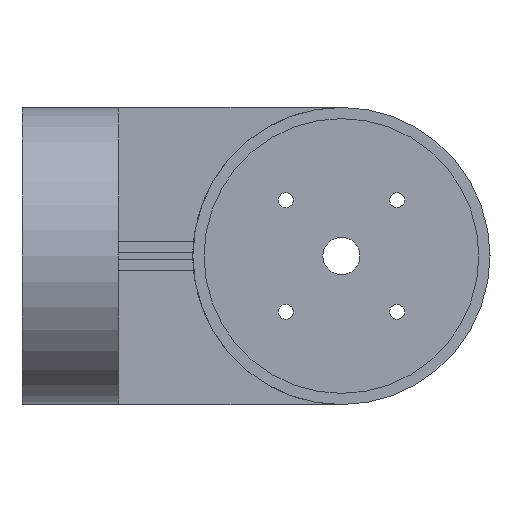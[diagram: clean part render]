
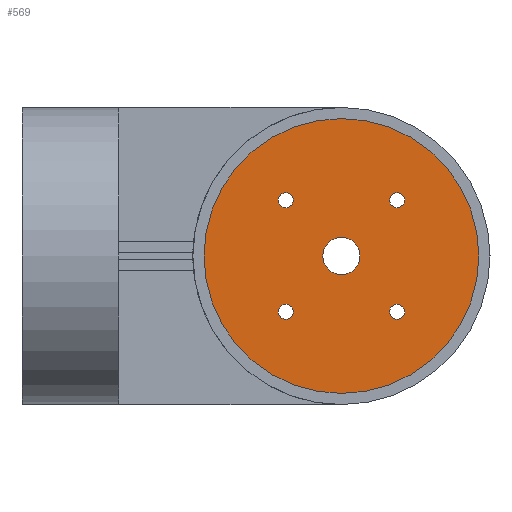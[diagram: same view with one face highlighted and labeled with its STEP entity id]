
A CAD part, left-side view. The second image highlights one B-rep face of the part: STEP entity #569.
In plain terms, the highlighted planar face has unit normal (-1, 0, 0).
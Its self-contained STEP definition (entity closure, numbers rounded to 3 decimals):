
#22 = EDGE_CURVE ( 'NONE', #1676, #1347, #1050, .T. ) ;
#34 = VERTEX_POINT ( 'NONE', #1085 ) ;
#43 = AXIS2_PLACEMENT_3D ( 'NONE', #1828, #791, #1089 ) ;
#51 = CARTESIAN_POINT ( 'NONE',  ( 97., -37.5, -7.5 ) ) ;
#62 = DIRECTION ( 'NONE',  ( 0., 0., 1. ) ) ;
#100 = VERTEX_POINT ( 'NONE', #417 ) ;
#109 = VERTEX_POINT ( 'NONE', #715 ) ;
#116 = CIRCLE ( 'NONE', #1796, 1. ) ;
#145 = AXIS2_PLACEMENT_3D ( 'NONE', #1677, #1825, #1102 ) ;
#156 = AXIS2_PLACEMENT_3D ( 'NONE', #929, #1799, #658 ) ;
#160 = CIRCLE ( 'NONE', #1518, 1. ) ;
#166 = ORIENTED_EDGE ( 'NONE', *, *, #1165, .F. ) ;
#178 = DIRECTION ( 'NONE',  ( -1., 0., 0. ) ) ;
#239 = CIRCLE ( 'NONE', #402, 18.5 ) ;
#276 = ORIENTED_EDGE ( 'NONE', *, *, #961, .F. ) ;
#290 = ORIENTED_EDGE ( 'NONE', *, *, #1488, .F. ) ;
#303 = CARTESIAN_POINT ( 'NONE',  ( 97., -37.5, -7.5 ) ) ;
#330 = EDGE_LOOP ( 'NONE', ( #714, #1331 ) ) ;
#343 = DIRECTION ( 'NONE',  ( -1., 0., 0. ) ) ;
#344 = CARTESIAN_POINT ( 'NONE',  ( 97., -30., 18.5 ) ) ;
#346 = CARTESIAN_POINT ( 'NONE',  ( 97., -22.5, -8.5 ) ) ;
#371 = DIRECTION ( 'NONE',  ( 0., 0., 1. ) ) ;
#395 = VERTEX_POINT ( 'NONE', #914 ) ;
#402 = AXIS2_PLACEMENT_3D ( 'NONE', #1564, #1126, #991 ) ;
#417 = CARTESIAN_POINT ( 'NONE',  ( 97., -37.5, -6.5 ) ) ;
#422 = CARTESIAN_POINT ( 'NONE',  ( 97., -30., 0. ) ) ;
#441 = DIRECTION ( 'NONE',  ( -1., 0., 0. ) ) ;
#492 = CARTESIAN_POINT ( 'NONE',  ( 97., -37.5, 7.5 ) ) ;
#505 = ORIENTED_EDGE ( 'NONE', *, *, #859, .F. ) ;
#507 = EDGE_LOOP ( 'NONE', ( #1830, #1191 ) ) ;
#563 = CARTESIAN_POINT ( 'NONE',  ( 97., -22.5, 8.5 ) ) ;
#566 = EDGE_CURVE ( 'NONE', #757, #109, #895, .T. ) ;
#569 = ADVANCED_FACE ( 'NONE', ( #1009, #1642, #1827, #1370, #1305, #1712 ), #1569, .T. ) ;
#573 = CARTESIAN_POINT ( 'NONE',  ( 97., -37.5, 7.5 ) ) ;
#585 = EDGE_CURVE ( 'NONE', #1237, #395, #160, .T. ) ;
#586 = CARTESIAN_POINT ( 'NONE',  ( 97., -22.5, 7.5 ) ) ;
#591 = CIRCLE ( 'NONE', #1312, 1. ) ;
#601 = DIRECTION ( 'NONE',  ( 0., 0., 1. ) ) ;
#618 = EDGE_LOOP ( 'NONE', ( #505, #276 ) ) ;
#624 = VERTEX_POINT ( 'NONE', #563 ) ;
#650 = DIRECTION ( 'NONE',  ( -1., 0., 0. ) ) ;
#658 = DIRECTION ( 'NONE',  ( 0., 0., 1. ) ) ;
#684 = EDGE_CURVE ( 'NONE', #1347, #1676, #1754, .T. ) ;
#702 = CARTESIAN_POINT ( 'NONE',  ( 97., -30., 0. ) ) ;
#714 = ORIENTED_EDGE ( 'NONE', *, *, #566, .T. ) ;
#715 = CARTESIAN_POINT ( 'NONE',  ( 97., -30., -18.5 ) ) ;
#757 = VERTEX_POINT ( 'NONE', #344 ) ;
#791 = DIRECTION ( 'NONE',  ( -1., 0., 0. ) ) ;
#830 = CIRCLE ( 'NONE', #156, 1. ) ;
#857 = DIRECTION ( 'NONE',  ( 0., 0., 1. ) ) ;
#859 = EDGE_CURVE ( 'NONE', #100, #1245, #1687, .T. ) ;
#895 = CIRCLE ( 'NONE', #1122, 18.5 ) ;
#906 = VERTEX_POINT ( 'NONE', #1184 ) ;
#914 = CARTESIAN_POINT ( 'NONE',  ( 97., -37.5, 8.5 ) ) ;
#929 = CARTESIAN_POINT ( 'NONE',  ( 97., -22.5, -7.5 ) ) ;
#934 = ORIENTED_EDGE ( 'NONE', *, *, #684, .F. ) ;
#946 = AXIS2_PLACEMENT_3D ( 'NONE', #303, #178, #601 ) ;
#961 = EDGE_CURVE ( 'NONE', #1245, #100, #591, .T. ) ;
#972 = ORIENTED_EDGE ( 'NONE', *, *, #1141, .F. ) ;
#985 = DIRECTION ( 'NONE',  ( 0., 0., 1. ) ) ;
#991 = DIRECTION ( 'NONE',  ( 0., 0., 1. ) ) ;
#1009 = FACE_BOUND ( 'NONE', #618, .T. ) ;
#1050 = CIRCLE ( 'NONE', #1092, 2.5 ) ;
#1073 = AXIS2_PLACEMENT_3D ( 'NONE', #492, #343, #1380 ) ;
#1075 = CARTESIAN_POINT ( 'NONE',  ( 97., -30., 0. ) ) ;
#1085 = CARTESIAN_POINT ( 'NONE',  ( 97., -22.5, 6.5 ) ) ;
#1087 = AXIS2_PLACEMENT_3D ( 'NONE', #702, #1138, #1868 ) ;
#1089 = DIRECTION ( 'NONE',  ( 0., 0., 1. ) ) ;
#1092 = AXIS2_PLACEMENT_3D ( 'NONE', #1075, #1814, #1094 ) ;
#1094 = DIRECTION ( 'NONE',  ( 0., 0., 1. ) ) ;
#1097 = DIRECTION ( 'NONE',  ( -1., 0., 0. ) ) ;
#1102 = DIRECTION ( 'NONE',  ( 0., 0., 1. ) ) ;
#1120 = CARTESIAN_POINT ( 'NONE',  ( 97., -30., 2.5 ) ) ;
#1122 = AXIS2_PLACEMENT_3D ( 'NONE', #422, #1707, #985 ) ;
#1126 = DIRECTION ( 'NONE',  ( -1., 0., 0. ) ) ;
#1137 = CIRCLE ( 'NONE', #43, 1. ) ;
#1138 = DIRECTION ( 'NONE',  ( -1., 0., 0. ) ) ;
#1141 = EDGE_CURVE ( 'NONE', #34, #624, #1137, .T. ) ;
#1165 = EDGE_CURVE ( 'NONE', #1737, #906, #830, .T. ) ;
#1180 = CARTESIAN_POINT ( 'NONE',  ( 97., -30., -2.5 ) ) ;
#1184 = CARTESIAN_POINT ( 'NONE',  ( 97., -22.5, -6.5 ) ) ;
#1191 = ORIENTED_EDGE ( 'NONE', *, *, #585, .F. ) ;
#1197 = EDGE_CURVE ( 'NONE', #395, #1237, #1484, .T. ) ;
#1211 = CARTESIAN_POINT ( 'NONE',  ( 97., -37.5, -8.5 ) ) ;
#1236 = CARTESIAN_POINT ( 'NONE',  ( 97., -37.5, 6.5 ) ) ;
#1237 = VERTEX_POINT ( 'NONE', #1236 ) ;
#1245 = VERTEX_POINT ( 'NONE', #1211 ) ;
#1305 = FACE_BOUND ( 'NONE', #1605, .T. ) ;
#1312 = AXIS2_PLACEMENT_3D ( 'NONE', #51, #1097, #371 ) ;
#1331 = ORIENTED_EDGE ( 'NONE', *, *, #1468, .T. ) ;
#1347 = VERTEX_POINT ( 'NONE', #1120 ) ;
#1352 = AXIS2_PLACEMENT_3D ( 'NONE', #1510, #650, #62 ) ;
#1360 = EDGE_CURVE ( 'NONE', #906, #1737, #1710, .T. ) ;
#1370 = FACE_BOUND ( 'NONE', #1428, .T. ) ;
#1380 = DIRECTION ( 'NONE',  ( 0., 0., 1. ) ) ;
#1428 = EDGE_LOOP ( 'NONE', ( #1794, #166 ) ) ;
#1439 = DIRECTION ( 'NONE',  ( -1., 0., 0. ) ) ;
#1468 = EDGE_CURVE ( 'NONE', #109, #757, #239, .T. ) ;
#1484 = CIRCLE ( 'NONE', #1073, 1. ) ;
#1488 = EDGE_CURVE ( 'NONE', #624, #34, #116, .T. ) ;
#1510 = CARTESIAN_POINT ( 'NONE',  ( 97., -30., 0. ) ) ;
#1518 = AXIS2_PLACEMENT_3D ( 'NONE', #573, #1439, #857 ) ;
#1564 = CARTESIAN_POINT ( 'NONE',  ( 97., -30., 0. ) ) ;
#1569 = PLANE ( 'NONE',  #1087 ) ;
#1582 = DIRECTION ( 'NONE',  ( 0., 0., 1. ) ) ;
#1605 = EDGE_LOOP ( 'NONE', ( #934, #1766 ) ) ;
#1642 = FACE_BOUND ( 'NONE', #507, .T. ) ;
#1676 = VERTEX_POINT ( 'NONE', #1180 ) ;
#1677 = CARTESIAN_POINT ( 'NONE',  ( 97., -22.5, -7.5 ) ) ;
#1687 = CIRCLE ( 'NONE', #946, 1. ) ;
#1707 = DIRECTION ( 'NONE',  ( -1., 0., 0. ) ) ;
#1710 = CIRCLE ( 'NONE', #145, 1. ) ;
#1712 = FACE_OUTER_BOUND ( 'NONE', #330, .T. ) ;
#1737 = VERTEX_POINT ( 'NONE', #346 ) ;
#1754 = CIRCLE ( 'NONE', #1352, 2.5 ) ;
#1766 = ORIENTED_EDGE ( 'NONE', *, *, #22, .F. ) ;
#1794 = ORIENTED_EDGE ( 'NONE', *, *, #1360, .F. ) ;
#1796 = AXIS2_PLACEMENT_3D ( 'NONE', #586, #441, #1582 ) ;
#1799 = DIRECTION ( 'NONE',  ( -1., 0., 0. ) ) ;
#1814 = DIRECTION ( 'NONE',  ( -1., 0., 0. ) ) ;
#1815 = EDGE_LOOP ( 'NONE', ( #290, #972 ) ) ;
#1825 = DIRECTION ( 'NONE',  ( -1., 0., 0. ) ) ;
#1827 = FACE_BOUND ( 'NONE', #1815, .T. ) ;
#1828 = CARTESIAN_POINT ( 'NONE',  ( 97., -22.5, 7.5 ) ) ;
#1830 = ORIENTED_EDGE ( 'NONE', *, *, #1197, .F. ) ;
#1868 = DIRECTION ( 'NONE',  ( 0., 0., 1. ) ) ;
